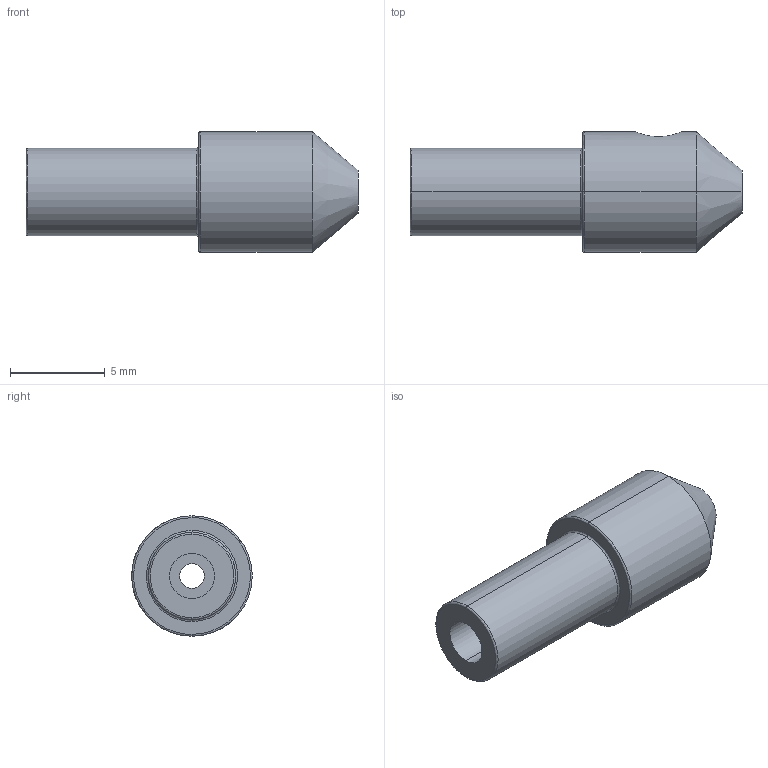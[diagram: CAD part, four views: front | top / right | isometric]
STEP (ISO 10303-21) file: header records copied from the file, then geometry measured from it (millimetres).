
FILE_DESCRIPTION (( 'STEP AP214' ), '1' );
FILE_NAME ('XAK030A.step', '2017-07-10T09:05:09', ( 'install' ), ( '' ), 'SwSTEP 2.0', 'SolidWorks 2015', '' );
FILE_SCHEMA (( 'AUTOMOTIVE_DESIGN' ));
Length unit declared in the file: millimetre
Products named in the file (1): XAK030A
Bounding box: 17.5 x 6.35 x 6.35 mm (x, y, z)
Volume: 307.6 mm3; surface area: 450.9 mm2
Topology: 1 solids, 1 shells, 25 faces, 52 edges, 32 vertices
Faces by surface type: cylinder 12, bspline 6, plane 5, cone 2
Entity records: 1269 total; most frequent: CARTESIAN_POINT 444, DIRECTION 106, ORIENTED_EDGE 104, EDGE_CURVE 52, AXIS2_PLACEMENT_3D 46, VERTEX_POINT 32, EDGE_LOOP 32, UNCERTAINTY_MEASURE_WITH_UNIT 28
